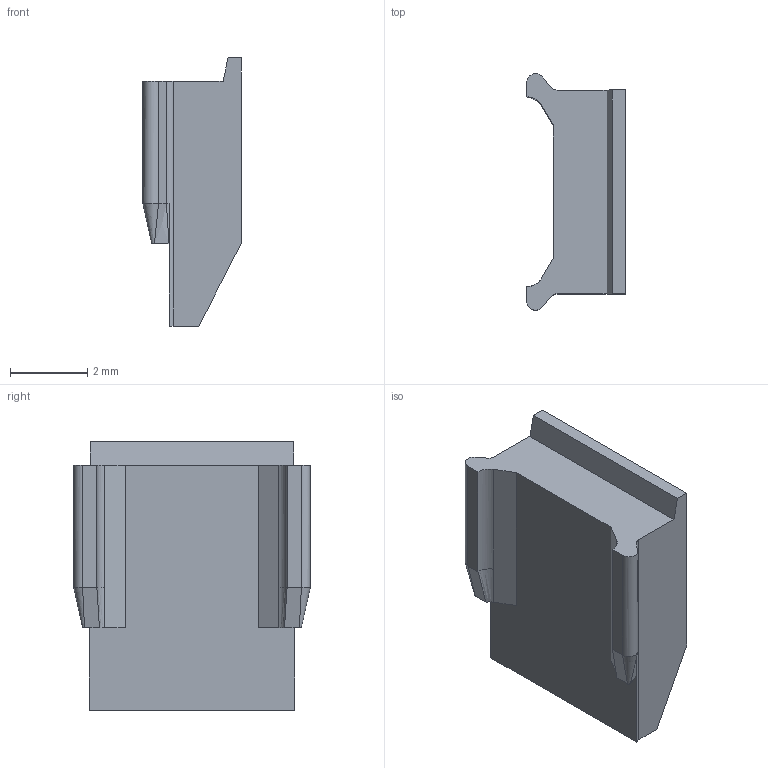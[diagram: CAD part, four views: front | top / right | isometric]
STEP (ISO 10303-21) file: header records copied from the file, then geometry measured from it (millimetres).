
FILE_DESCRIPTION(/* description */ (''),/* implementation_level */ '2;1');
FILE_NAME(/* name */ '100123842ugm000_b.stp',/* time_stamp */ '2016-09-26T15:01:44+02:00',/* author */ (''),/* organization */ (''),/* preprocessor_version */ 'ST-DEVELOPER v16',/* originating_system */ 'SIEMENS PLM Software NX 10.0',/* authorisation */ '');
FILE_SCHEMA (('AUTOMOTIVE_DESIGN { 1 0 10303 214 3 1 1 1 }'));
Length unit declared in the file: millimetre
Products named in the file (1): 100123842ugm000_b
Bounding box: 2.55 x 6.13 x 6.95 mm (x, y, z)
Volume: 61.7 mm3; surface area: 123.7 mm2
Topology: 1 solids, 1 shells, 33 faces, 83 edges, 52 vertices
Faces by surface type: plane 21, cylinder 6, bspline 6
Entity records: 1048 total; most frequent: CARTESIAN_POINT 262, ORIENTED_EDGE 166, DIRECTION 135, EDGE_CURVE 83, LINE 63, VECTOR 63, VERTEX_POINT 52, AXIS2_PLACEMENT_3D 36
